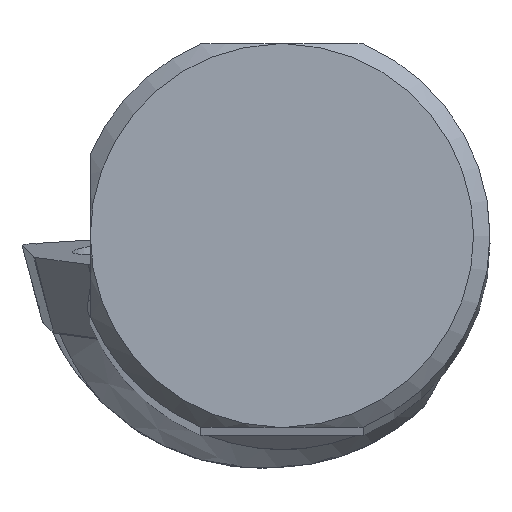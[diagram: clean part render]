
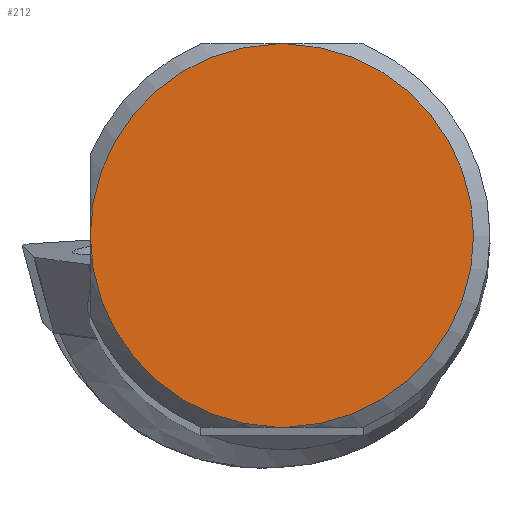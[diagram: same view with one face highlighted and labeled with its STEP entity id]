
A CAD part, top view. The second image highlights one B-rep face of the part: STEP entity #212.
In plain terms, the highlighted planar face has unit normal (0, 0, 1).
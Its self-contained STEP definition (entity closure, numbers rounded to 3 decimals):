
#161=FACE_OUTER_BOUND('',#308,.T.);
#212=ADVANCED_FACE('',(#161),#242,.T.);
#242=PLANE('',#1158);
#308=EDGE_LOOP('',(#530,#531,#532,#533));
#348=CIRCLE('',#1153,5.843);
#349=CIRCLE('',#1157,5.843);
#530=ORIENTED_EDGE('',*,*,#828,.F.);
#531=ORIENTED_EDGE('',*,*,#823,.T.);
#532=ORIENTED_EDGE('',*,*,#829,.F.);
#533=ORIENTED_EDGE('',*,*,#830,.T.);
#704=VERTEX_POINT('',#1848);
#706=VERTEX_POINT('',#1855);
#707=VERTEX_POINT('',#1871);
#708=VERTEX_POINT('',#1873);
#823=EDGE_CURVE('',#704,#706,#348,.T.);
#828=EDGE_CURVE('',#704,#707,#909,.T.);
#829=EDGE_CURVE('',#708,#706,#910,.T.);
#830=EDGE_CURVE('',#708,#707,#349,.T.);
#909=LINE('',#1870,#986);
#910=LINE('',#1872,#987);
#986=VECTOR('',#1397,1.);
#987=VECTOR('',#1398,1.);
#1153=AXIS2_PLACEMENT_3D('',#1856,#1387,#1388);
#1157=AXIS2_PLACEMENT_3D('',#1874,#1399,#1400);
#1158=AXIS2_PLACEMENT_3D('',#1875,#1401,#1402);
#1387=DIRECTION('',(0.,0.,1.));
#1388=DIRECTION('',(1.,0.,0.));
#1397=DIRECTION('',(-1.,0.,0.));
#1398=DIRECTION('',(1.,0.,0.));
#1399=DIRECTION('',(0.,0.,1.));
#1400=DIRECTION('',(1.,0.,0.));
#1401=DIRECTION('',(0.,0.,1.));
#1402=DIRECTION('',(1.,0.,0.));
#1848=CARTESIAN_POINT('',(0.171,-5.84,0.));
#1855=CARTESIAN_POINT('',(0.171,5.84,0.));
#1856=CARTESIAN_POINT('',(0.,0.,0.));
#1870=CARTESIAN_POINT('',(6.838,-5.84,0.));
#1871=CARTESIAN_POINT('',(-0.171,-5.84,0.));
#1872=CARTESIAN_POINT('',(-5.848,5.84,0.));
#1873=CARTESIAN_POINT('',(-0.171,5.84,0.));
#1874=CARTESIAN_POINT('',(0.,0.,0.));
#1875=CARTESIAN_POINT('',(0.,0.,
0.));
